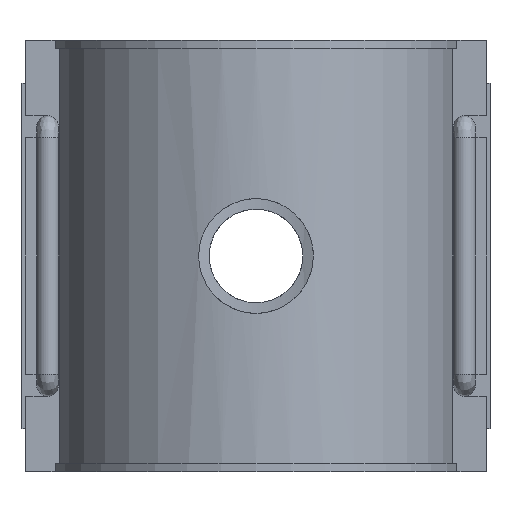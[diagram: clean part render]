
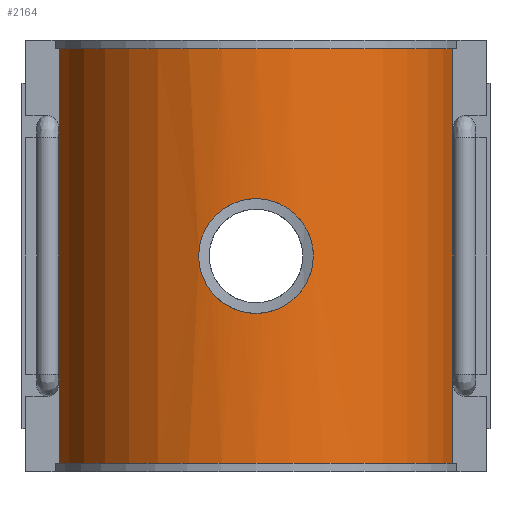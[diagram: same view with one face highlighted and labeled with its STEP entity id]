
A CAD part, front view. The second image highlights one B-rep face of the part: STEP entity #2164.
In plain terms, the highlighted cylindrical face has radius 55 mm (diameter 110 mm), a partial arc.
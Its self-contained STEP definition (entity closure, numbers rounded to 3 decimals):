
#31=LINE('',#3546,#238);
#66=LINE('',#3768,#273);
#238=VECTOR('',#2534,113.28);
#273=VECTOR('',#2611,113.28);
#532=CIRCLE('',#2298,55.);
#540=CIRCLE('',#2312,55.);
#612=FACE_BOUND('',#814,.T.);
#670=FACE_OUTER_BOUND('',#813,.T.);
#813=EDGE_LOOP('',(#1612,#1613,#1614,#1615));
#814=EDGE_LOOP('',(#1616));
#962=B_SPLINE_CURVE_WITH_KNOTS('',3,(#3078,#3079,#3080,#3081,#3082,#3083,
#3084,#3085,#3086,#3087,#3088,#3089,#3090,#3091,#3092,#3093,#3094,#3095,
#3096,#3097,#3098,#3099,#3100,#3101,#3102,#3103,#3104,#3105,#3106,#3107,
#3108,#3109,#3110,#3111,#3112,#3113,#3114,#3115,#3116,#3117,#3118,#3119,
#3120,#3121,#3122,#3123,#3124,#3125,#3126,#3127,#3128,#3129,#3130,#3131,
#3132,#3133,#3134,#3135,#3136,#3137,#3138,#3139,#3140,#3141,#3142,#3143),
 .UNSPECIFIED.,.T.,.F.,(4,2,2,2,2,2,2,2,2,2,2,2,2,2,2,2,2,2,2,2,2,2,2,2,
2,2,2,2,2,2,2,2,4),(0.,0.297,0.594,0.891,
1.189,1.486,1.783,2.08,2.377,
2.674,2.971,3.268,3.565,3.862,
4.159,4.457,4.754,5.051,5.348,
5.645,5.942,6.239,6.536,6.834,
7.131,7.428,7.725,8.022,8.319,
8.616,8.913,9.21,9.507),
 .UNSPECIFIED.);
#987=VERTEX_POINT('',#3077);
#1007=VERTEX_POINT('',#3531);
#1008=VERTEX_POINT('',#3533);
#1012=VERTEX_POINT('',#3545);
#1031=VERTEX_POINT('',#3590);
#1195=EDGE_CURVE('',#987,#987,#962,.T.);
#1219=EDGE_CURVE('',#1007,#1008,#532,.T.);
#1224=EDGE_CURVE('',#1007,#1012,#31,.T.);
#1246=EDGE_CURVE('',#1031,#1012,#540,.T.);
#1279=EDGE_CURVE('',#1008,#1031,#66,.T.);
#1612=ORIENTED_EDGE('',*,*,#1219,.T.);
#1613=ORIENTED_EDGE('',*,*,#1279,.T.);
#1614=ORIENTED_EDGE('',*,*,#1246,.T.);
#1615=ORIENTED_EDGE('',*,*,#1224,.F.);
#1616=ORIENTED_EDGE('',*,*,#1195,.T.);
#2121=CYLINDRICAL_SURFACE('',#2322,55.);
#2164=ADVANCED_FACE('',(#670,#612),#2121,.T.);
#2298=AXIS2_PLACEMENT_3D('',#3535,#2524,#2525);
#2312=AXIS2_PLACEMENT_3D('',#3591,#2571,#2572);
#2322=AXIS2_PLACEMENT_3D('',#3769,#2612,#2613);
#2524=DIRECTION('center_axis',(0.,0.,1.));
#2525=DIRECTION('ref_axis',(1.,0.,0.));
#2534=DIRECTION('',(0.,0.,1.));
#2571=DIRECTION('center_axis',(0.,0.,-1.));
#2572=DIRECTION('ref_axis',(1.,0.,0.));
#2611=DIRECTION('',(0.,0.,1.));
#2612=DIRECTION('center_axis',(0.,0.,1.));
#2613=DIRECTION('ref_axis',(1.,0.,0.));
#3077=CARTESIAN_POINT('',(15.68,-52.718,0.));
#3078=CARTESIAN_POINT('Ctrl Pts',(15.68,-52.718,0.));
#3079=CARTESIAN_POINT('Ctrl Pts',(15.68,-52.718,-0.99));
#3080=CARTESIAN_POINT('Ctrl Pts',(15.585,-52.746,-2.013));
#3081=CARTESIAN_POINT('Ctrl Pts',(15.185,-52.863,-4.043));
#3082=CARTESIAN_POINT('Ctrl Pts',(14.881,-52.95,-5.051));
#3083=CARTESIAN_POINT('Ctrl Pts',(14.079,-53.169,-6.981));
#3084=CARTESIAN_POINT('Ctrl Pts',(13.581,-53.3,-7.904));
#3085=CARTESIAN_POINT('Ctrl Pts',(12.432,-53.58,-9.611));
#3086=CARTESIAN_POINT('Ctrl Pts',(11.781,-53.728,-10.394));
#3087=CARTESIAN_POINT('Ctrl Pts',(10.395,-54.013,-11.78));
#3088=CARTESIAN_POINT('Ctrl Pts',(9.611,-54.161,-12.431));
#3089=CARTESIAN_POINT('Ctrl Pts',(7.905,-54.436,-13.581));
#3090=CARTESIAN_POINT('Ctrl Pts',(6.981,-54.564,-14.079));
#3091=CARTESIAN_POINT('Ctrl Pts',(5.051,-54.776,-14.881));
#3092=CARTESIAN_POINT('Ctrl Pts',(4.043,-54.861,-15.185));
#3093=CARTESIAN_POINT('Ctrl Pts',(2.013,-54.973,-15.585));
#3094=CARTESIAN_POINT('Ctrl Pts',(0.99,-55.,-15.68));
#3095=CARTESIAN_POINT('Ctrl Pts',(-0.99,-55.,-15.68));
#3096=CARTESIAN_POINT('Ctrl Pts',(-2.013,-54.973,-15.585));
#3097=CARTESIAN_POINT('Ctrl Pts',(-4.043,-54.861,-15.185));
#3098=CARTESIAN_POINT('Ctrl Pts',(-5.051,-54.776,-14.881));
#3099=CARTESIAN_POINT('Ctrl Pts',(-6.981,-54.564,-14.079));
#3100=CARTESIAN_POINT('Ctrl Pts',(-7.905,-54.436,-13.581));
#3101=CARTESIAN_POINT('Ctrl Pts',(-9.611,-54.161,-12.431));
#3102=CARTESIAN_POINT('Ctrl Pts',(-10.395,-54.013,-11.78));
#3103=CARTESIAN_POINT('Ctrl Pts',(-11.781,-53.728,-10.394));
#3104=CARTESIAN_POINT('Ctrl Pts',(-12.432,-53.58,-9.611));
#3105=CARTESIAN_POINT('Ctrl Pts',(-13.581,-53.3,-7.904));
#3106=CARTESIAN_POINT('Ctrl Pts',(-14.079,-53.169,-6.981));
#3107=CARTESIAN_POINT('Ctrl Pts',(-14.881,-52.95,-5.051));
#3108=CARTESIAN_POINT('Ctrl Pts',(-15.185,-52.863,-4.043));
#3109=CARTESIAN_POINT('Ctrl Pts',(-15.585,-52.746,-2.013));
#3110=CARTESIAN_POINT('Ctrl Pts',(-15.68,-52.718,-0.99));
#3111=CARTESIAN_POINT('Ctrl Pts',(-15.68,-52.718,0.99));
#3112=CARTESIAN_POINT('Ctrl Pts',(-15.585,-52.746,2.013));
#3113=CARTESIAN_POINT('Ctrl Pts',(-15.185,-52.863,4.043));
#3114=CARTESIAN_POINT('Ctrl Pts',(-14.881,-52.95,5.051));
#3115=CARTESIAN_POINT('Ctrl Pts',(-14.079,-53.169,6.981));
#3116=CARTESIAN_POINT('Ctrl Pts',(-13.581,-53.3,7.904));
#3117=CARTESIAN_POINT('Ctrl Pts',(-12.432,-53.58,9.611));
#3118=CARTESIAN_POINT('Ctrl Pts',(-11.781,-53.728,10.394));
#3119=CARTESIAN_POINT('Ctrl Pts',(-10.395,-54.013,11.78));
#3120=CARTESIAN_POINT('Ctrl Pts',(-9.611,-54.161,12.431));
#3121=CARTESIAN_POINT('Ctrl Pts',(-7.905,-54.436,13.581));
#3122=CARTESIAN_POINT('Ctrl Pts',(-6.981,-54.564,14.079));
#3123=CARTESIAN_POINT('Ctrl Pts',(-5.051,-54.776,14.881));
#3124=CARTESIAN_POINT('Ctrl Pts',(-4.043,-54.861,15.185));
#3125=CARTESIAN_POINT('Ctrl Pts',(-2.013,-54.973,15.585));
#3126=CARTESIAN_POINT('Ctrl Pts',(-0.99,-55.,15.68));
#3127=CARTESIAN_POINT('Ctrl Pts',(0.99,-55.,15.68));
#3128=CARTESIAN_POINT('Ctrl Pts',(2.013,-54.973,15.585));
#3129=CARTESIAN_POINT('Ctrl Pts',(4.043,-54.861,15.185));
#3130=CARTESIAN_POINT('Ctrl Pts',(5.051,-54.776,14.881));
#3131=CARTESIAN_POINT('Ctrl Pts',(6.981,-54.564,14.079));
#3132=CARTESIAN_POINT('Ctrl Pts',(7.905,-54.436,13.581));
#3133=CARTESIAN_POINT('Ctrl Pts',(9.611,-54.161,12.431));
#3134=CARTESIAN_POINT('Ctrl Pts',(10.395,-54.013,11.78));
#3135=CARTESIAN_POINT('Ctrl Pts',(11.781,-53.728,10.394));
#3136=CARTESIAN_POINT('Ctrl Pts',(12.432,-53.58,9.611));
#3137=CARTESIAN_POINT('Ctrl Pts',(13.581,-53.3,7.904));
#3138=CARTESIAN_POINT('Ctrl Pts',(14.079,-53.169,6.981));
#3139=CARTESIAN_POINT('Ctrl Pts',(14.881,-52.95,5.051));
#3140=CARTESIAN_POINT('Ctrl Pts',(15.185,-52.863,4.043));
#3141=CARTESIAN_POINT('Ctrl Pts',(15.585,-52.746,2.013));
#3142=CARTESIAN_POINT('Ctrl Pts',(15.68,-52.718,0.99));
#3143=CARTESIAN_POINT('Ctrl Pts',(15.68,-52.718,0.));
#3531=CARTESIAN_POINT('',(-53.837,-11.25,-56.64));
#3533=CARTESIAN_POINT('',(53.837,-11.25,-56.64));
#3535=CARTESIAN_POINT('Origin',(0.,0.,-56.64));
#3545=CARTESIAN_POINT('',(-53.837,-11.25,56.64));
#3546=CARTESIAN_POINT('',(-53.837,-11.25,0.));
#3590=CARTESIAN_POINT('',(53.837,-11.25,56.64));
#3591=CARTESIAN_POINT('Origin',(0.,0.,56.64));
#3768=CARTESIAN_POINT('',(53.837,-11.25,0.));
#3769=CARTESIAN_POINT('Origin',(0.,0.,0.));
